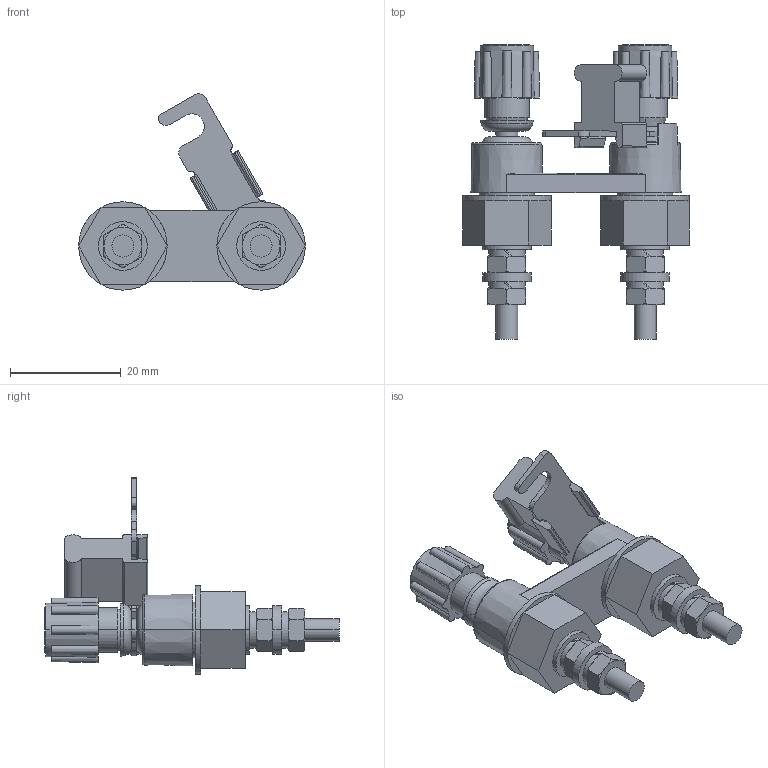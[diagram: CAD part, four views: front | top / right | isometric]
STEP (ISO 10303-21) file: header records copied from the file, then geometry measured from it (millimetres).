
FILE_DESCRIPTION((''),'2;1');
FILE_NAME('5YB576896_ASM','2024-03-04T',('dell'),(''),'PRO/ENGINEER BY PARAMETRIC TECHNOLOGY CORPORATION, 2013230','PRO/ENGINEER BY PARAMETRIC TECHNOLOGY CORPORATION, 2013230','');
FILE_SCHEMA(('AUTOMOTIVE_DESIGN { 1 0 10303 214 1 1 1 1 }'));
Length unit declared in the file: millimetre
Products named in the file (1): 5YB576896_ASM
Bounding box: 41 x 53.2 x 35.52 mm (x, y, z)
Volume: 10337.4 mm3; surface area: 8724.1 mm2
Topology: 1 solids, 6 shells, 448 faces, 1144 edges, 747 vertices
Faces by surface type: plane 190, cylinder 125, torus 89, cone 44
Entity records: 15583 total; most frequent: CARTESIAN_POINT 4405, DIRECTION 2356, ORIENTED_EDGE 2280, EDGE_CURVE 1140, AXIS2_PLACEMENT_3D 998, VERTEX_POINT 747, CIRCLE 550, EDGE_LOOP 513
